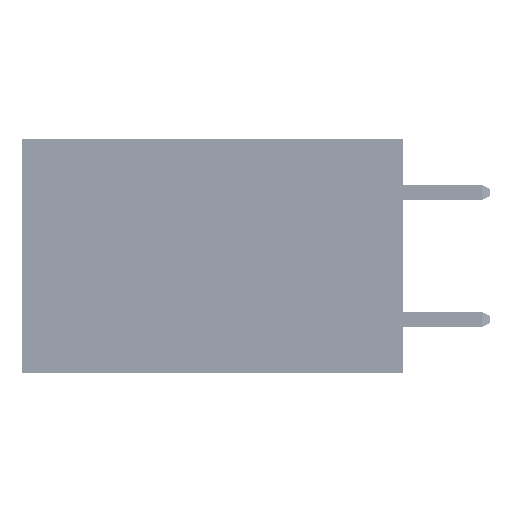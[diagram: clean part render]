
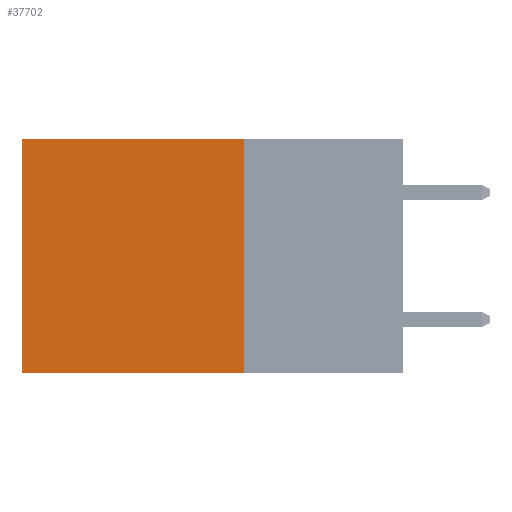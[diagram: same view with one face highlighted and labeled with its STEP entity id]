
A CAD part, left-side view. The second image highlights one B-rep face of the part: STEP entity #37702.
In plain terms, the highlighted planar face has unit normal (-1, 0, 0).
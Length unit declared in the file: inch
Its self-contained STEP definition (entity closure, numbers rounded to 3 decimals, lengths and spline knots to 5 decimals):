
#2335 = VECTOR ( 'NONE', #20628, 39.37008 ) ;
#2818 = EDGE_LOOP ( 'NONE', ( #41887, #27784, #18760, #17605 ) ) ;
#3208 = CARTESIAN_POINT ( 'NONE',  ( 0.2875, 0.25, 0. ) ) ;
#4681 = VECTOR ( 'NONE', #14291, 39.37008 ) ;
#5193 = DIRECTION ( 'NONE',  ( 0., 0., -1. ) ) ;
#11646 = AXIS2_PLACEMENT_3D ( 'NONE', #46251, #24148, #5193 ) ;
#13089 = VECTOR ( 'NONE', #32622, 39.37008 ) ;
#14291 = DIRECTION ( 'NONE',  ( 0., 0., -1. ) ) ;
#15273 = FACE_OUTER_BOUND ( 'NONE', #2818, .T. ) ;
#16610 = LINE ( 'NONE', #39153, #2335 ) ;
#17605 = ORIENTED_EDGE ( 'NONE', *, *, #41804, .T. ) ;
#17915 = VECTOR ( 'NONE', #29542, 39.37008 ) ;
#18760 = ORIENTED_EDGE ( 'NONE', *, *, #36807, .F. ) ;
#20287 = LINE ( 'NONE', #29228, #17915 ) ;
#20628 = DIRECTION ( 'NONE',  ( 0., 1., 0. ) ) ;
#21285 = LINE ( 'NONE', #3208, #4681 ) ;
#21440 = CARTESIAN_POINT ( 'NONE',  ( 0.2875, 0.25, -0.37 ) ) ;
#23159 = PLANE ( 'NONE',  #11646 ) ;
#24148 = DIRECTION ( 'NONE',  ( 1., 0., 0. ) ) ;
#27784 = ORIENTED_EDGE ( 'NONE', *, *, #47099, .F. ) ;
#28575 = VERTEX_POINT ( 'NONE', #29884 ) ;
#29184 = LINE ( 'NONE', #47402, #13089 ) ;
#29228 = CARTESIAN_POINT ( 'NONE',  ( 0.2875, 0.25, 0. ) ) ;
#29542 = DIRECTION ( 'NONE',  ( 0., 1., 0. ) ) ;
#29884 = CARTESIAN_POINT ( 'NONE',  ( 0.2875, 0.25, 0. ) ) ;
#31336 = VERTEX_POINT ( 'NONE', #36845 ) ;
#32622 = DIRECTION ( 'NONE',  ( 0., 0., -1. ) ) ;
#33152 = EDGE_CURVE ( 'NONE', #43605, #31336, #29184, .T. ) ;
#34414 = CARTESIAN_POINT ( 'NONE',  ( 0.2875, 0.6, 0. ) ) ;
#36807 = EDGE_CURVE ( 'NONE', #28575, #37935, #21285, .T. ) ;
#36845 = CARTESIAN_POINT ( 'NONE',  ( 0.2875, 0.6, -0.37 ) ) ;
#37702 = ADVANCED_FACE ( 'NONE', ( #15273 ), #23159, .F. ) ;
#37935 = VERTEX_POINT ( 'NONE', #21440 ) ;
#39153 = CARTESIAN_POINT ( 'NONE',  ( 0.2875, 0.25, -0.37 ) ) ;
#41804 = EDGE_CURVE ( 'NONE', #28575, #43605, #20287, .T. ) ;
#41887 = ORIENTED_EDGE ( 'NONE', *, *, #33152, .T. ) ;
#43605 = VERTEX_POINT ( 'NONE', #34414 ) ;
#46251 = CARTESIAN_POINT ( 'NONE',  ( 0.2875, 0.25, 0. ) ) ;
#47099 = EDGE_CURVE ( 'NONE', #37935, #31336, #16610, .T. ) ;
#47402 = CARTESIAN_POINT ( 'NONE',  ( 0.2875, 0.6, 0. ) ) ;
